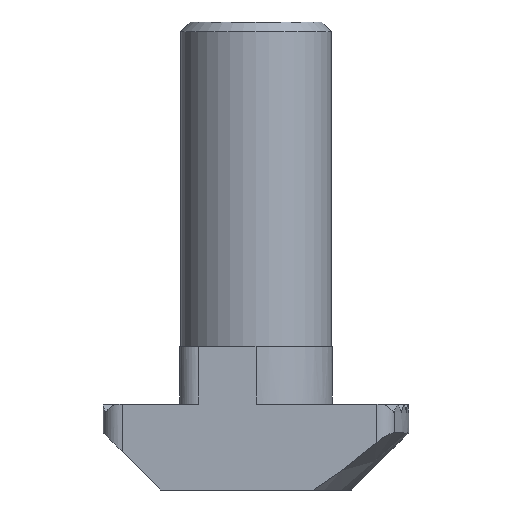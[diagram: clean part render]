
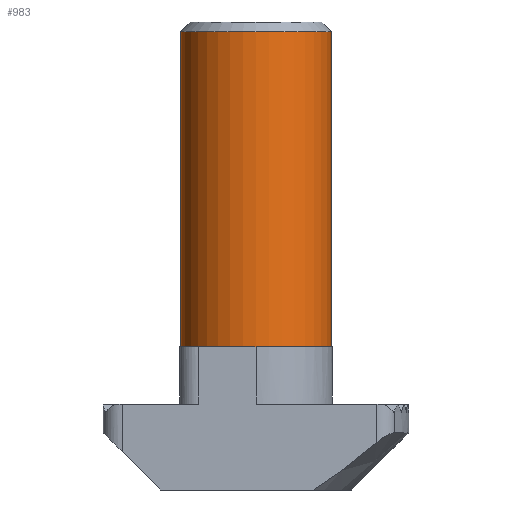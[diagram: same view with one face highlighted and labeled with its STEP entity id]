
A CAD part, front view. The second image highlights one B-rep face of the part: STEP entity #983.
In plain terms, the highlighted cylindrical face has radius 3.95 mm (diameter 7.9 mm), a full revolution.
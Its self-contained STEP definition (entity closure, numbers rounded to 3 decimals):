
#956=CARTESIAN_POINT('',(0.0,0.0,-0.769));
#957=DIRECTION('',(0.0,0.0,1.0));
#958=DIRECTION('',(-1.0,0.0,0.0));
#959=AXIS2_PLACEMENT_3D('',#956,#957,#958);
#960=CYLINDRICAL_SURFACE('',#959,3.95);
#961=CARTESIAN_POINT('',(-3.95,0.0,24.));
#962=VERTEX_POINT('',#961);
#963=CARTESIAN_POINT('',(0.0,0.0,24.));
#964=DIRECTION('',(0.0,0.0,-1.0));
#965=DIRECTION('',(-1.0,0.0,0.0));
#966=AXIS2_PLACEMENT_3D('',#963,#964,#965);
#967=CIRCLE('',#966,3.95);
#968=EDGE_CURVE('',#962,#962,#967,.T.);
#969=ORIENTED_EDGE('',*,*,#968,.T.);
#970=EDGE_LOOP('',(#969));
#971=FACE_OUTER_BOUND('',#970,.T.);
#972=CARTESIAN_POINT('',(-3.95,0.0,7.5));
#973=VERTEX_POINT('',#972);
#974=CARTESIAN_POINT('',(0.0,0.0,7.5));
#975=DIRECTION('',(0.0,0.0,1.0));
#976=DIRECTION('',(-1.0,0.0,0.0));
#977=AXIS2_PLACEMENT_3D('',#974,#975,#976);
#978=CIRCLE('',#977,3.95);
#979=EDGE_CURVE('',#973,#973,#978,.T.);
#980=ORIENTED_EDGE('',*,*,#979,.T.);
#981=EDGE_LOOP('',(#980));
#982=FACE_BOUND('',#981,.T.);
#983=ADVANCED_FACE('',(#971,#982),#960,.T.);
